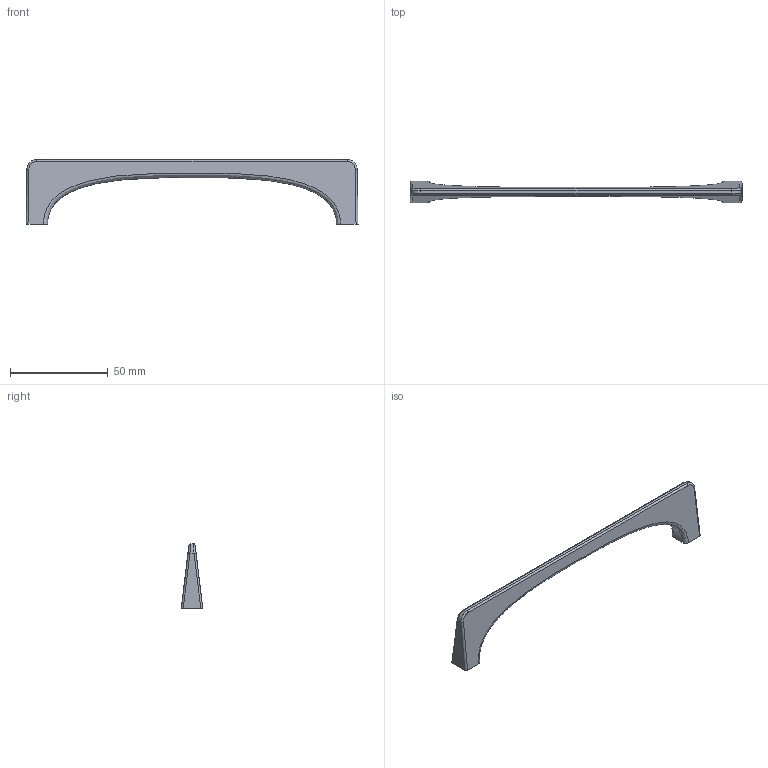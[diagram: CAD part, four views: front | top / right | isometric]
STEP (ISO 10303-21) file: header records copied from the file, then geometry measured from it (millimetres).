
FILE_DESCRIPTION(('Creo Elements/Direct Modeling STEP Export'),'2;1');
FILE_NAME('2483_170.stp','2019-09-27T10:37:25',(''),(''),'Creo Elements/Direct Modeling STEP processor for AP214 (Solid Model)','Creo Elements/Direct Modeling 20.0 12-Nov-2016 (C) Parametric Technology GmbH','');
FILE_SCHEMA(('AUTOMOTIVE_DESIGN { 1 0 10303 214 1 1 1 1 }'));
Length unit declared in the file: millimetre
Products named in the file (2): ZN-10844
Assembly tree (1 placements, depth 2):
  ZN-10844
    ZN-10844
Bounding box: 170 x 11 x 33 mm (x, y, z)
Volume: 12930.1 mm3; surface area: 7046.7 mm2
Topology: 1 solids, 1 shells, 40 faces, 92 edges, 54 vertices
Faces by surface type: cylinder 16, plane 9, cone 8, bspline 7
Entity records: 3327 total; most frequent: CARTESIAN_POINT 2473, ORIENTED_EDGE 176, DIRECTION 136, EDGE_CURVE 88, VERTEX_POINT 54, AXIS2_PLACEMENT_3D 49, EDGE_LOOP 44, FACE_OUTER_BOUND 40
